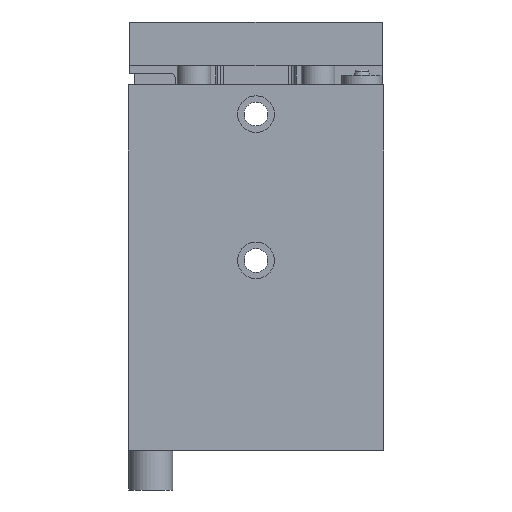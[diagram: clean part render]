
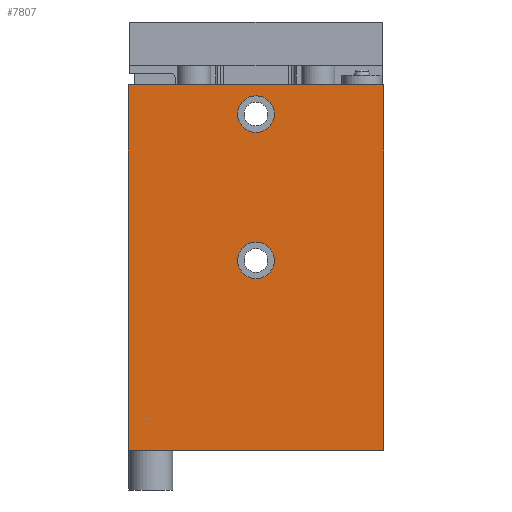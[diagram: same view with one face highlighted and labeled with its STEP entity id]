
A CAD part, front view. The second image highlights one B-rep face of the part: STEP entity #7807.
In plain terms, the highlighted planar face has unit normal (0, -1, 0).
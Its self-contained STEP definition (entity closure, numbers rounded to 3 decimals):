
#341=CIRCLE('',#8293,2.5);
#342=CIRCLE('',#8294,2.5);
#868=ORIENTED_EDGE('',*,*,#2707,.F.);
#869=ORIENTED_EDGE('',*,*,#2708,.F.);
#870=ORIENTED_EDGE('',*,*,#2677,.F.);
#871=ORIENTED_EDGE('',*,*,#2706,.F.);
#872=ORIENTED_EDGE('',*,*,#2624,.T.);
#873=ORIENTED_EDGE('',*,*,#2709,.T.);
#2624=EDGE_CURVE('',#3548,#3547,#4213,.T.);
#2677=EDGE_CURVE('',#3599,#3600,#4235,.T.);
#2706=EDGE_CURVE('',#3548,#3599,#4258,.T.);
#2707=EDGE_CURVE('',#3621,#3621,#341,.T.);
#2708=EDGE_CURVE('',#3622,#3622,#342,.T.);
#2709=EDGE_CURVE('',#3547,#3600,#4259,.T.);
#3547=VERTEX_POINT('',#11396);
#3548=VERTEX_POINT('',#11398);
#3599=VERTEX_POINT('',#11502);
#3600=VERTEX_POINT('',#11504);
#3621=VERTEX_POINT('',#11569);
#3622=VERTEX_POINT('',#11571);
#4213=LINE('',#11397,#4687);
#4235=LINE('',#11503,#4709);
#4258=LINE('',#11566,#4732);
#4259=LINE('',#11572,#4733);
#4687=VECTOR('',#9157,1000.);
#4709=VECTOR('',#9243,1000.);
#4732=VECTOR('',#9288,1000.);
#4733=VECTOR('',#9295,1000.);
#5152=EDGE_LOOP('',(#868));
#5153=EDGE_LOOP('',(#869));
#5154=EDGE_LOOP('',(#870,#871,#872,#873));
#5758=FACE_BOUND('',#5152,.T.);
#5759=FACE_BOUND('',#5153,.T.);
#5760=FACE_BOUND('',#5154,.T.);
#6359=PLANE('',#8292);
#7807=ADVANCED_FACE('',(#5758,#5759,#5760),#6359,.T.);
#8292=AXIS2_PLACEMENT_3D('',#11567,#9289,#9290);
#8293=AXIS2_PLACEMENT_3D('',#11568,#9291,#9292);
#8294=AXIS2_PLACEMENT_3D('',#11570,#9293,#9294);
#9157=DIRECTION('',(1.,0.,0.));
#9243=DIRECTION('',(1.,0.,0.));
#9288=DIRECTION('',(0.,0.,1.));
#9289=DIRECTION('',(0.,-1.,0.));
#9290=DIRECTION('',(0.,0.,-1.));
#9291=DIRECTION('',(0.,-1.,0.));
#9292=DIRECTION('',(0.,0.,-1.));
#9293=DIRECTION('',(0.,-1.,0.));
#9294=DIRECTION('',(0.,0.,-1.));
#9295=DIRECTION('',(0.,0.,1.));
#11396=CARTESIAN_POINT('',(17.5,0.,-50.));
#11397=CARTESIAN_POINT('',(-17.5,0.,-50.));
#11398=CARTESIAN_POINT('',(-17.5,0.,-50.));
#11502=CARTESIAN_POINT('',(-17.5,0.,0.));
#11503=CARTESIAN_POINT('',(-17.5,0.,0.));
#11504=CARTESIAN_POINT('',(17.5,0.,0.));
#11566=CARTESIAN_POINT('',(-17.5,0.,-50.));
#11567=CARTESIAN_POINT('',(-17.5,0.,-50.));
#11568=CARTESIAN_POINT('',(0.,0.,-24.));
#11569=CARTESIAN_POINT('',(0.,0.,-26.5));
#11570=CARTESIAN_POINT('',(0.,0.,-4.));
#11571=CARTESIAN_POINT('',(0.,0.,-6.5));
#11572=CARTESIAN_POINT('',(17.5,0.,-50.));
